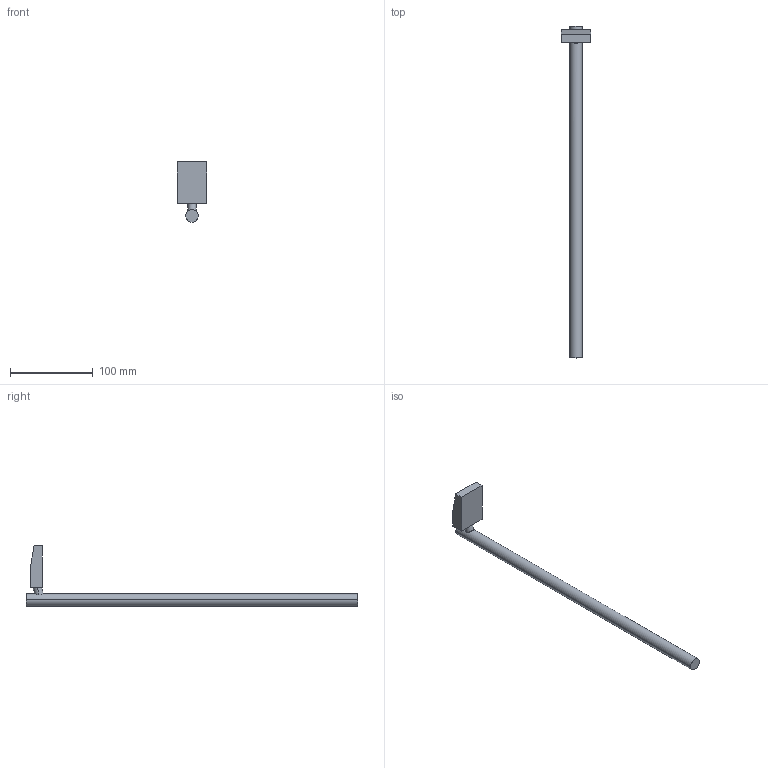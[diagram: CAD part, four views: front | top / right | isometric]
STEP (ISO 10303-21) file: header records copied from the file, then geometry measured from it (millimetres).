
FILE_DESCRIPTION((''),'2;1');
FILE_NAME('LAMPE','2021-02-06T16:14:52',('jaeger'),(''),'CREO PARAMETRIC BY PTC INC, 2020154','CREO PARAMETRIC BY PTC INC, 2020154','');
FILE_SCHEMA(('AUTOMOTIVE_DESIGN { 1 0 10303 214 1 1 1 1 }'));
Length unit declared in the file: millimetre
Products named in the file (1): LAMPE
Bounding box: 35 x 400 x 72.59 mm (x, y, z)
Volume: 95169.7 mm3; surface area: 25065.6 mm2
Topology: 1 solids, 1 shells, 13 faces, 27 edges, 18 vertices
Faces by surface type: plane 9, cylinder 4
Entity records: 840 total; most frequent: CARTESIAN_POINT 267, DIRECTION 87, ORIENTED_EDGE 54, AXIS2_PLACEMENT_3D 30, PROPERTY_DEFINITION 28, EDGE_CURVE 27, REPRESENTATION 27, PROPERTY_DEFINITION_REPRESENTATION 27
